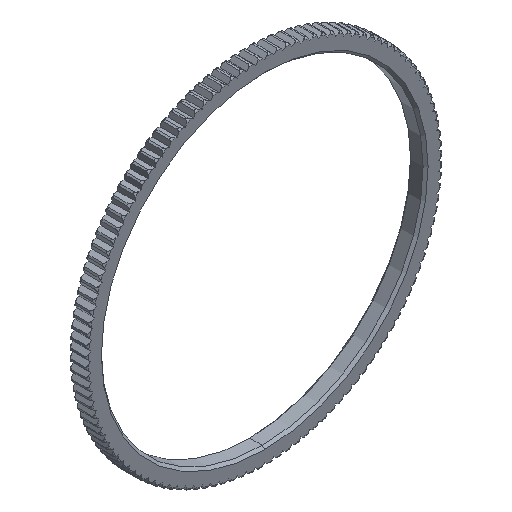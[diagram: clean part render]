
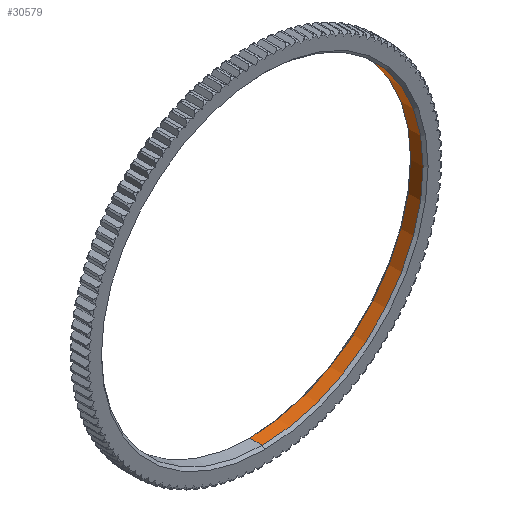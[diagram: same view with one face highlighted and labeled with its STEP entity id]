
A CAD part, isometric view. The second image highlights one B-rep face of the part: STEP entity #30579.
In plain terms, the highlighted cylindrical face has radius 25.845 mm (diameter 51.69 mm), a partial arc.
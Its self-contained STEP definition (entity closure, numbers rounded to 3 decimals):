
#247 = AXIS2_PLACEMENT_3D ( 'NONE', #24968, #36596, #5103 ) ;
#1178 = CIRCLE ( 'NONE', #32286, 25.845 ) ;
#2208 = VERTEX_POINT ( 'NONE', #6459 ) ;
#2814 = CIRCLE ( 'NONE', #17423, 25.845 ) ;
#4733 = VERTEX_POINT ( 'NONE', #32253 ) ;
#5103 = DIRECTION ( 'NONE',  ( 0., 0., -1. ) ) ;
#6459 = CARTESIAN_POINT ( 'NONE',  ( 0., 2.4, -25.845 ) ) ;
#8849 = ORIENTED_EDGE ( 'NONE', *, *, #36776, .T. ) ;
#9971 = EDGE_LOOP ( 'NONE', ( #31805, #29998, #8849, #15569 ) ) ;
#10538 = DIRECTION ( 'NONE',  ( 0., -1., 0. ) ) ;
#10905 = LINE ( 'NONE', #11673, #18864 ) ;
#11673 = CARTESIAN_POINT ( 'NONE',  ( 0., 2.8, -25.845 ) ) ;
#14028 = VERTEX_POINT ( 'NONE', #23342 ) ;
#15569 = ORIENTED_EDGE ( 'NONE', *, *, #21472, .T. ) ;
#16904 = DIRECTION ( 'NONE',  ( 0., 0., 1. ) ) ;
#17423 = AXIS2_PLACEMENT_3D ( 'NONE', #24853, #10538, #21974 ) ;
#18864 = VECTOR ( 'NONE', #34950, 1000. ) ;
#19536 = EDGE_CURVE ( 'NONE', #27720, #14028, #23160, .T. ) ;
#19580 = DIRECTION ( 'NONE',  ( 0., 1., 0. ) ) ;
#21472 = EDGE_CURVE ( 'NONE', #4733, #14028, #2814, .T. ) ;
#21974 = DIRECTION ( 'NONE',  ( 0., 0., 1. ) ) ;
#23160 = LINE ( 'NONE', #34806, #25388 ) ;
#23342 = CARTESIAN_POINT ( 'NONE',  ( 0., 0.4, 25.845 ) ) ;
#24853 = CARTESIAN_POINT ( 'NONE',  ( 0., 0.4, 0. ) ) ;
#24968 = CARTESIAN_POINT ( 'NONE',  ( 0., 2.8, 0. ) ) ;
#25388 = VECTOR ( 'NONE', #32514, 1000. ) ;
#27720 = VERTEX_POINT ( 'NONE', #34255 ) ;
#28212 = CYLINDRICAL_SURFACE ( 'NONE', #247, 25.845 ) ;
#28925 = CARTESIAN_POINT ( 'NONE',  ( 0., 2.4, 0. ) ) ;
#29998 = ORIENTED_EDGE ( 'NONE', *, *, #34365, .T. ) ;
#30579 = ADVANCED_FACE ( 'NONE', ( #37165 ), #28212, .F. ) ;
#31805 = ORIENTED_EDGE ( 'NONE', *, *, #19536, .F. ) ;
#32253 = CARTESIAN_POINT ( 'NONE',  ( 0., 0.4, -25.845 ) ) ;
#32286 = AXIS2_PLACEMENT_3D ( 'NONE', #28925, #19580, #16904 ) ;
#32514 = DIRECTION ( 'NONE',  ( 0., -1., 0. ) ) ;
#34255 = CARTESIAN_POINT ( 'NONE',  ( 0., 2.4, 25.845 ) ) ;
#34365 = EDGE_CURVE ( 'NONE', #27720, #2208, #1178, .T. ) ;
#34806 = CARTESIAN_POINT ( 'NONE',  ( 0., 2.8, 25.845 ) ) ;
#34950 = DIRECTION ( 'NONE',  ( 0., -1., 0. ) ) ;
#36596 = DIRECTION ( 'NONE',  ( 0., -1., 0. ) ) ;
#36776 = EDGE_CURVE ( 'NONE', #2208, #4733, #10905, .T. ) ;
#37165 = FACE_OUTER_BOUND ( 'NONE', #9971, .T. ) ;
